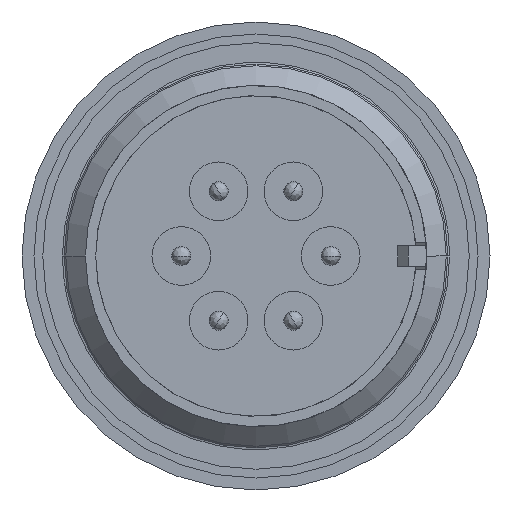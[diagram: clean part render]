
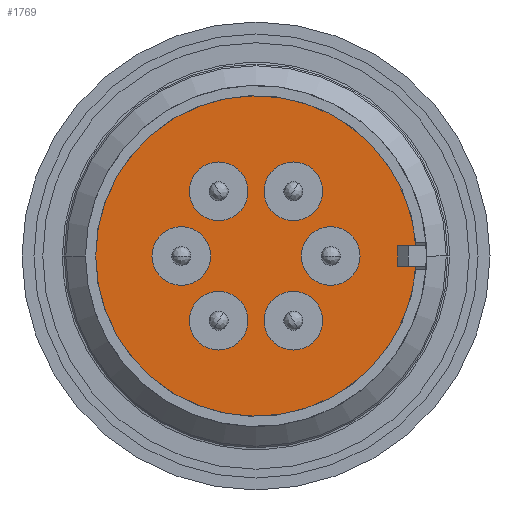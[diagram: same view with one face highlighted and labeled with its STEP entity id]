
A CAD part, front view. The second image highlights one B-rep face of the part: STEP entity #1769.
In plain terms, the highlighted planar face has unit normal (0, -1, 0).
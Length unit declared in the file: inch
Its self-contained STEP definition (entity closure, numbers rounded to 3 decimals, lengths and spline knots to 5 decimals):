
#386 = DIRECTION ( 'NONE',  ( 0., 0., 1. ) ) ;
#387 = DIRECTION ( 'NONE',  ( 0., 1., 0. ) ) ;
#388 = CARTESIAN_POINT ( 'NONE',  ( -0.95197, 0.025, -0.18966 ) ) ;
#746 = CARTESIAN_POINT ( 'NONE',  ( -0.95197, 0.025, 0.18966 ) ) ;
#747 = DIRECTION ( 'NONE',  ( 0., 1., 0. ) ) ;
#748 = DIRECTION ( 'NONE',  ( 0., 0., 1. ) ) ;
#758 = CARTESIAN_POINT ( 'NONE',  ( -1.17097, 0.025, -0.18966 ) ) ;
#759 = DIRECTION ( 'NONE',  ( 0., 1., 0. ) ) ;
#760 = DIRECTION ( 'NONE',  ( 0., 0., 1. ) ) ;
#806 = CARTESIAN_POINT ( 'NONE',  ( -0.84247, 0.025, 0. ) ) ;
#807 = DIRECTION ( 'NONE',  ( 0., 1., 0. ) ) ;
#808 = DIRECTION ( 'NONE',  ( 0., 0., 1. ) ) ;
#863 = CARTESIAN_POINT ( 'NONE',  ( -1.06147, 0.025, 0. ) ) ;
#864 = DIRECTION ( 'NONE',  ( 0., 1., 0. ) ) ;
#865 = DIRECTION ( 'NONE',  ( 0., 0., 1. ) ) ;
#875 = CARTESIAN_POINT ( 'NONE',  ( -1.28047, 0.025, 0. ) ) ;
#876 = DIRECTION ( 'NONE',  ( 0., 1., 0. ) ) ;
#877 = DIRECTION ( 'NONE',  ( 0., 0., 1. ) ) ;
#885 = CARTESIAN_POINT ( 'NONE',  ( -1.17097, 0.025, 0.18966 ) ) ;
#886 = DIRECTION ( 'NONE',  ( 0., 1., 0. ) ) ;
#887 = DIRECTION ( 'NONE',  ( 0., 0., 1. ) ) ;
#1297 = EDGE_LOOP ( 'NONE', ( #8061, #8062 ) ) ;
#1457 = EDGE_CURVE ( 'NONE', #2697, #2730, #4981, .T. ) ;
#1581 = EDGE_CURVE ( 'NONE', #2717, #2335, #5163, .T. ) ;
#1585 = EDGE_CURVE ( 'NONE', #2356, #2412, #5174, .T. ) ;
#1604 = EDGE_CURVE ( 'NONE', #2349, #2784, #5200, .T. ) ;
#1626 = EDGE_CURVE ( 'NONE', #2735, #2803, #5230, .T. ) ;
#1631 = EDGE_CURVE ( 'NONE', #2380, #2334, #5239, .T. ) ;
#1635 = EDGE_CURVE ( 'NONE', #2451, #2745, #5245, .T. ) ;
#1769 = ADVANCED_FACE ( 'NONE', ( #5456, #5464, #5460, #5458, #5462, #5465, #5466 ), #12033, .T. ) ;
#2334 = VERTEX_POINT ( 'NONE', #12874 ) ;
#2335 = VERTEX_POINT ( 'NONE', #12875 ) ;
#2349 = VERTEX_POINT ( 'NONE', #12889 ) ;
#2356 = VERTEX_POINT ( 'NONE', #12896 ) ;
#2380 = VERTEX_POINT ( 'NONE', #12920 ) ;
#2412 = VERTEX_POINT ( 'NONE', #12952 ) ;
#2451 = VERTEX_POINT ( 'NONE', #12991 ) ;
#2697 = VERTEX_POINT ( 'NONE', #13755 ) ;
#2717 = VERTEX_POINT ( 'NONE', #13775 ) ;
#2730 = VERTEX_POINT ( 'NONE', #13788 ) ;
#2735 = VERTEX_POINT ( 'NONE', #13793 ) ;
#2745 = VERTEX_POINT ( 'NONE', #13803 ) ;
#2784 = VERTEX_POINT ( 'NONE', #13842 ) ;
#2803 = VERTEX_POINT ( 'NONE', #13861 ) ;
#4366 = CARTESIAN_POINT ( 'NONE',  ( -1.17097, 0.025, 0.18966 ) ) ;
#4368 = DIRECTION ( 'NONE',  ( 0., 1., 0. ) ) ;
#4370 = DIRECTION ( 'NONE',  ( 0., 0., 1. ) ) ;
#4372 = CARTESIAN_POINT ( 'NONE',  ( -0.84247, 0.025, 0. ) ) ;
#4374 = DIRECTION ( 'NONE',  ( 0., 1., 0. ) ) ;
#4376 = DIRECTION ( 'NONE',  ( 0., 0., 1. ) ) ;
#4386 = CARTESIAN_POINT ( 'NONE',  ( -0.95197, 0.025, 0.18966 ) ) ;
#4388 = DIRECTION ( 'NONE',  ( 0., 1., 0. ) ) ;
#4390 = DIRECTION ( 'NONE',  ( 0., 0., 1. ) ) ;
#4393 = CARTESIAN_POINT ( 'NONE',  ( -0.95197, 0.025, -0.18966 ) ) ;
#4395 = DIRECTION ( 'NONE',  ( 0., 1., 0. ) ) ;
#4397 = DIRECTION ( 'NONE',  ( 0., 0., 1. ) ) ;
#4420 = CARTESIAN_POINT ( 'NONE',  ( -1.28047, 0.025, 0. ) ) ;
#4422 = DIRECTION ( 'NONE',  ( 0., 1., 0. ) ) ;
#4423 = DIRECTION ( 'NONE',  ( 0., 0., 1. ) ) ;
#4437 = CARTESIAN_POINT ( 'NONE',  ( -1.17097, 0.025, -0.18966 ) ) ;
#4438 = DIRECTION ( 'NONE',  ( 0., 1., 0. ) ) ;
#4439 = DIRECTION ( 'NONE',  ( 0., 0., 1. ) ) ;
#4449 = CARTESIAN_POINT ( 'NONE',  ( -1.06147, 0.025, 0. ) ) ;
#4450 = DIRECTION ( 'NONE',  ( 0., 1., 0. ) ) ;
#4451 = DIRECTION ( 'NONE',  ( 0., 0., 1. ) ) ;
#4981 = CIRCLE ( 'NONE', #10018, 0.086 ) ;
#5163 = CIRCLE ( 'NONE', #10078, 0.086 ) ;
#5174 = CIRCLE ( 'NONE', #10081, 0.086 ) ;
#5200 = CIRCLE ( 'NONE', #10087, 0.086 ) ;
#5230 = CIRCLE ( 'NONE', #10097, 0.4785 ) ;
#5239 = CIRCLE ( 'NONE', #10099, 0.086 ) ;
#5245 = CIRCLE ( 'NONE', #10101, 0.086 ) ;
#5456 = FACE_OUTER_BOUND ( 'NONE', #11518, .T. ) ;
#5458 = FACE_BOUND ( 'NONE', #11448, .T. ) ;
#5460 = FACE_BOUND ( 'NONE', #11511, .T. ) ;
#5462 = FACE_BOUND ( 'NONE', #11520, .T. ) ;
#5464 = FACE_BOUND ( 'NONE', #11519, .T. ) ;
#5465 = FACE_BOUND ( 'NONE', #11316, .T. ) ;
#5466 = FACE_BOUND ( 'NONE', #1297, .T. ) ;
#6080 = AXIS2_PLACEMENT_3D ( 'NONE', #4366, #4368, #4370 ) ;
#6081 = AXIS2_PLACEMENT_3D ( 'NONE', #4372, #4374, #4376 ) ;
#6083 = AXIS2_PLACEMENT_3D ( 'NONE', #4386, #4388, #4390 ) ;
#6084 = AXIS2_PLACEMENT_3D ( 'NONE', #4393, #4395, #4397 ) ;
#6087 = AXIS2_PLACEMENT_3D ( 'NONE', #4420, #4422, #4423 ) ;
#6090 = AXIS2_PLACEMENT_3D ( 'NONE', #4437, #4438, #4439 ) ;
#6092 = AXIS2_PLACEMENT_3D ( 'NONE', #4449, #4450, #4451 ) ;
#8049 = ORIENTED_EDGE ( 'NONE', *, *, #1626, .F. ) ;
#8050 = ORIENTED_EDGE ( 'NONE', *, *, #9904, .F. ) ;
#8051 = ORIENTED_EDGE ( 'NONE', *, *, #1631, .T. ) ;
#8052 = ORIENTED_EDGE ( 'NONE', *, *, #9892, .T. ) ;
#8053 = ORIENTED_EDGE ( 'NONE', *, *, #1635, .T. ) ;
#8054 = ORIENTED_EDGE ( 'NONE', *, *, #9883, .T. ) ;
#8055 = ORIENTED_EDGE ( 'NONE', *, *, #1581, .T. ) ;
#8056 = ORIENTED_EDGE ( 'NONE', *, *, #9886, .T. ) ;
#8057 = ORIENTED_EDGE ( 'NONE', *, *, #1604, .T. ) ;
#8058 = ORIENTED_EDGE ( 'NONE', *, *, #9884, .T. ) ;
#8059 = ORIENTED_EDGE ( 'NONE', *, *, #1457, .T. ) ;
#8060 = ORIENTED_EDGE ( 'NONE', *, *, #9887, .T. ) ;
#8061 = ORIENTED_EDGE ( 'NONE', *, *, #1585, .T. ) ;
#8062 = ORIENTED_EDGE ( 'NONE', *, *, #9898, .T. ) ;
#9581 = CIRCLE ( 'NONE', #6080, 0.086 ) ;
#9582 = CIRCLE ( 'NONE', #6083, 0.086 ) ;
#9584 = CIRCLE ( 'NONE', #6081, 0.086 ) ;
#9589 = CIRCLE ( 'NONE', #6084, 0.086 ) ;
#9596 = CIRCLE ( 'NONE', #6087, 0.086 ) ;
#9603 = CIRCLE ( 'NONE', #6090, 0.086 ) ;
#9612 = CIRCLE ( 'NONE', #6092, 0.4785 ) ;
#9883 = EDGE_CURVE ( 'NONE', #2745, #2451, #9581, .T. ) ;
#9884 = EDGE_CURVE ( 'NONE', #2784, #2349, #9584, .T. ) ;
#9886 = EDGE_CURVE ( 'NONE', #2335, #2717, #9582, .T. ) ;
#9887 = EDGE_CURVE ( 'NONE', #2730, #2697, #9589, .T. ) ;
#9892 = EDGE_CURVE ( 'NONE', #2334, #2380, #9596, .T. ) ;
#9898 = EDGE_CURVE ( 'NONE', #2412, #2356, #9603, .T. ) ;
#9904 = EDGE_CURVE ( 'NONE', #2803, #2735, #9612, .T. ) ;
#10018 = AXIS2_PLACEMENT_3D ( 'NONE', #388, #387, #386 ) ;
#10078 = AXIS2_PLACEMENT_3D ( 'NONE', #746, #747, #748 ) ;
#10081 = AXIS2_PLACEMENT_3D ( 'NONE', #758, #759, #760 ) ;
#10087 = AXIS2_PLACEMENT_3D ( 'NONE', #806, #807, #808 ) ;
#10097 = AXIS2_PLACEMENT_3D ( 'NONE', #863, #864, #865 ) ;
#10099 = AXIS2_PLACEMENT_3D ( 'NONE', #875, #876, #877 ) ;
#10101 = AXIS2_PLACEMENT_3D ( 'NONE', #885, #886, #887 ) ;
#10208 = AXIS2_PLACEMENT_3D ( 'NONE', #12035, #12030, #12036 ) ;
#11316 = EDGE_LOOP ( 'NONE', ( #8059, #8060 ) ) ;
#11448 = EDGE_LOOP ( 'NONE', ( #8055, #8056 ) ) ;
#11511 = EDGE_LOOP ( 'NONE', ( #8053, #8054 ) ) ;
#11518 = EDGE_LOOP ( 'NONE', ( #8049, #8050 ) ) ;
#11519 = EDGE_LOOP ( 'NONE', ( #8051, #8052 ) ) ;
#11520 = EDGE_LOOP ( 'NONE', ( #8057, #8058 ) ) ;
#12030 = DIRECTION ( 'NONE',  ( 0., -1., 0. ) ) ;
#12033 = PLANE ( 'NONE',  #10208 ) ;
#12035 = CARTESIAN_POINT ( 'NONE',  ( -1.06147, 0.025, 0. ) ) ;
#12036 = DIRECTION ( 'NONE',  ( 0., 0., -1. ) ) ;
#12874 = CARTESIAN_POINT ( 'NONE',  ( -1.28047, 0.025, -0.086 ) ) ;
#12875 = CARTESIAN_POINT ( 'NONE',  ( -0.95197, 0.025, 0.10366 ) ) ;
#12889 = CARTESIAN_POINT ( 'NONE',  ( -0.84247, 0.025, 0.086 ) ) ;
#12896 = CARTESIAN_POINT ( 'NONE',  ( -1.17097, 0.025, -0.10366 ) ) ;
#12920 = CARTESIAN_POINT ( 'NONE',  ( -1.28047, 0.025, 0.086 ) ) ;
#12952 = CARTESIAN_POINT ( 'NONE',  ( -1.17097, 0.025, -0.27566 ) ) ;
#12991 = CARTESIAN_POINT ( 'NONE',  ( -1.17097, 0.025, 0.27566 ) ) ;
#13755 = CARTESIAN_POINT ( 'NONE',  ( -0.95197, 0.025, -0.10366 ) ) ;
#13775 = CARTESIAN_POINT ( 'NONE',  ( -0.95197, 0.025, 0.27566 ) ) ;
#13788 = CARTESIAN_POINT ( 'NONE',  ( -0.95197, 0.025, -0.27566 ) ) ;
#13793 = CARTESIAN_POINT ( 'NONE',  ( -1.06147, 0.025, 0.4785 ) ) ;
#13803 = CARTESIAN_POINT ( 'NONE',  ( -1.17097, 0.025, 0.10366 ) ) ;
#13842 = CARTESIAN_POINT ( 'NONE',  ( -0.84247, 0.025, -0.086 ) ) ;
#13861 = CARTESIAN_POINT ( 'NONE',  ( -1.06147, 0.025, -0.4785 ) ) ;
